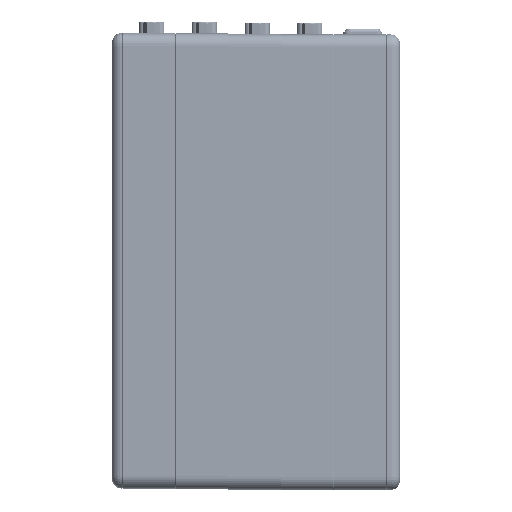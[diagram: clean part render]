
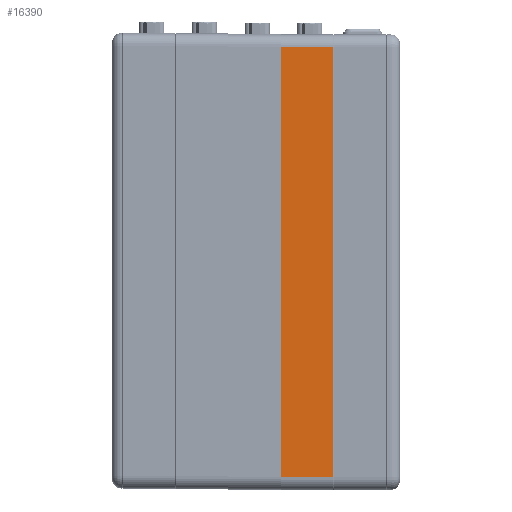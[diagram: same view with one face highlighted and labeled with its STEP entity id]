
A CAD part, left-side view. The second image highlights one B-rep face of the part: STEP entity #16390.
In plain terms, the highlighted face is planar.
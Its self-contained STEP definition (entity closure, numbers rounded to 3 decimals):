
#767 = CARTESIAN_POINT ( 'NONE',  ( 1.1, 85., -4. ) ) ;
#2407 = CARTESIAN_POINT ( 'NONE',  ( 17.8, 85., -141. ) ) ;
#3882 = LINE ( 'NONE', #111882, #61649 ) ;
#8448 = PLANE ( 'NONE',  #33082 ) ;
#10872 = DIRECTION ( 'NONE',  ( 0., 0., -1. ) ) ;
#11526 = VECTOR ( 'NONE', #85753, 1000. ) ;
#13617 = VERTEX_POINT ( 'NONE', #63369 ) ;
#16390 = ADVANCED_FACE ( 'NONE', ( #111353 ), #8448, .F. ) ;
#18806 = DIRECTION ( 'NONE',  ( -1., 0., 0. ) ) ;
#20267 = CARTESIAN_POINT ( 'NONE',  ( 1.1, 85., -4. ) ) ;
#25306 = EDGE_LOOP ( 'NONE', ( #44342, #34840, #45491, #119727 ) ) ;
#28672 = EDGE_CURVE ( 'NONE', #13617, #120059, #3882, .T. ) ;
#30024 = LINE ( 'NONE', #2407, #11526 ) ;
#30541 = CARTESIAN_POINT ( 'NONE',  ( 17.7, 85., -141. ) ) ;
#33082 = AXIS2_PLACEMENT_3D ( 'NONE', #113164, #66619, #10872 ) ;
#34840 = ORIENTED_EDGE ( 'NONE', *, *, #77948, .T. ) ;
#44189 = CARTESIAN_POINT ( 'NONE',  ( 17.7, 85., -4. ) ) ;
#44342 = ORIENTED_EDGE ( 'NONE', *, *, #28672, .F. ) ;
#45491 = ORIENTED_EDGE ( 'NONE', *, *, #91701, .T. ) ;
#55137 = LINE ( 'NONE', #44189, #61756 ) ;
#61649 = VECTOR ( 'NONE', #18806, 1000. ) ;
#61756 = VECTOR ( 'NONE', #92501, 1000. ) ;
#63369 = CARTESIAN_POINT ( 'NONE',  ( 17.7, 85., -4. ) ) ;
#65623 = VERTEX_POINT ( 'NONE', #30541 ) ;
#66356 = DIRECTION ( 'NONE',  ( 0., 0., 1. ) ) ;
#66619 = DIRECTION ( 'NONE',  ( 0., -1., 0. ) ) ;
#71857 = CARTESIAN_POINT ( 'NONE',  ( 1.1, 85., -141. ) ) ;
#74341 = LINE ( 'NONE', #767, #78777 ) ;
#77948 = EDGE_CURVE ( 'NONE', #13617, #65623, #55137, .T. ) ;
#78777 = VECTOR ( 'NONE', #66356, 1000. ) ;
#83099 = EDGE_CURVE ( 'NONE', #113188, #120059, #74341, .T. ) ;
#85753 = DIRECTION ( 'NONE',  ( -1., 0., 0. ) ) ;
#91701 = EDGE_CURVE ( 'NONE', #65623, #113188, #30024, .T. ) ;
#92501 = DIRECTION ( 'NONE',  ( 0., 0., -1. ) ) ;
#111353 = FACE_OUTER_BOUND ( 'NONE', #25306, .T. ) ;
#111882 = CARTESIAN_POINT ( 'NONE',  ( 17.8, 85., -4. ) ) ;
#113164 = CARTESIAN_POINT ( 'NONE',  ( 17.8, 85., -4. ) ) ;
#113188 = VERTEX_POINT ( 'NONE', #71857 ) ;
#119727 = ORIENTED_EDGE ( 'NONE', *, *, #83099, .T. ) ;
#120059 = VERTEX_POINT ( 'NONE', #20267 ) ;
